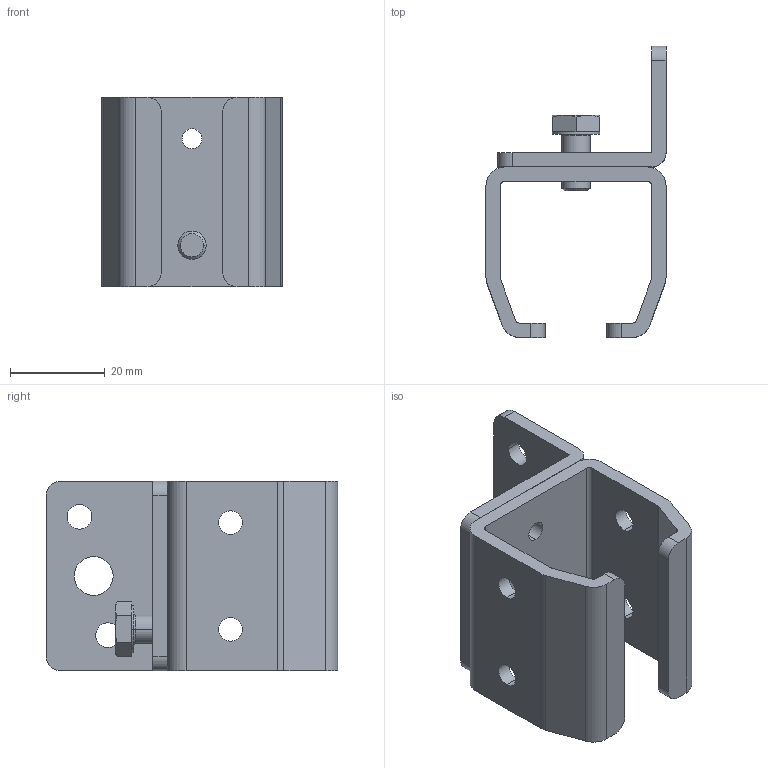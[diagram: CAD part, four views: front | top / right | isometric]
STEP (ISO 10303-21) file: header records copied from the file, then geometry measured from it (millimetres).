
FILE_DESCRIPTION (( 'STEP AP203' ), '1' );
FILE_NAME ('1.21.B01.STEP', '2019-05-27T12:05:50', ( '' ), ( '' ), 'SwSTEP 2.0', 'SolidWorks 2018', '' );
FILE_SCHEMA (( 'CONFIG_CONTROL_DESIGN' ));
Length unit declared in the file: millimetre
Products named in the file (1): 1.21.B01
Bounding box: 38 x 61.5 x 40 mm (x, y, z)
Volume: 20230.6 mm3; surface area: 15659.5 mm2
Topology: 3 solids, 3 shells, 119 faces, 303 edges, 197 vertices
Faces by surface type: cylinder 53, plane 44, cone 14, sphere 6, torus 2
Entity records: 3796 total; most frequent: CARTESIAN_POINT 680, DIRECTION 677, ORIENTED_EDGE 606, EDGE_CURVE 303, AXIS2_PLACEMENT_3D 266, VERTEX_POINT 197, EDGE_LOOP 148, CIRCLE 146
